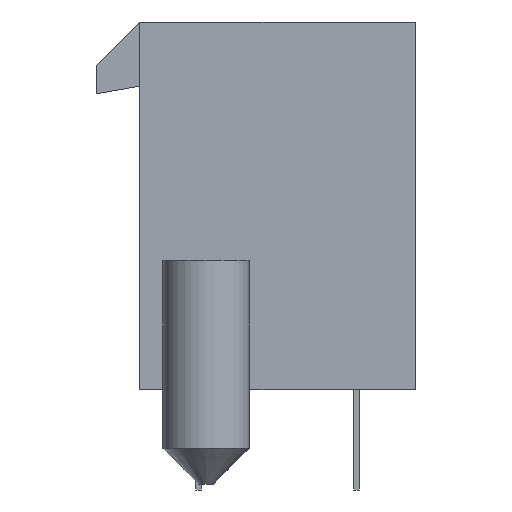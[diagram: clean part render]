
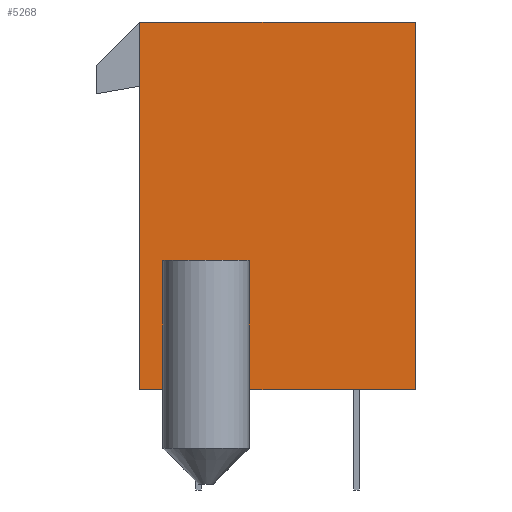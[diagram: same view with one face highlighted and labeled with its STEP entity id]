
A CAD part, left-side view. The second image highlights one B-rep face of the part: STEP entity #5268.
In plain terms, the highlighted planar face has unit normal (-1, 0, 0).
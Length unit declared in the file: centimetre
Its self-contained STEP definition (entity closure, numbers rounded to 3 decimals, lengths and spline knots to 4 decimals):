
#2337=CARTESIAN_POINT('',(-0.9,0.48,1.28));
#2338=VERTEX_POINT('',#2337);
#2345=CARTESIAN_POINT('',(-0.9,-0.48,1.28));
#2346=VERTEX_POINT('',#2345);
#2347=CARTESIAN_POINT('',(-0.9,-12344.52,1.28));
#2348=DIRECTION('',(0.,1.,0.));
#2349=VECTOR('',#2348,24690.);
#2350=LINE('',#2347,#2349);
#2351=EDGE_CURVE('',#2346,#2338,#2350,.T.);
#2649=CARTESIAN_POINT('',(-0.9,0.399,0.2));
#2650=VERTEX_POINT('',#2649);
#2657=CARTESIAN_POINT('',(-0.9,0.099,0.2));
#2658=VERTEX_POINT('',#2657);
#2659=CARTESIAN_POINT('',(-0.9,-12344.8755,0.2));
#2660=DIRECTION('',(0.,1.,-0.));
#2661=VECTOR('',#2660,24690.);
#2662=LINE('',#2659,#2661);
#2663=EDGE_CURVE('',#2658,#2650,#2662,.T.);
#2682=CARTESIAN_POINT('',(-0.9,0.099,0.45));
#2683=VERTEX_POINT('',#2682);
#2684=CARTESIAN_POINT('',(-0.9,0.099,12345.1625));
#2685=DIRECTION('',(0.,-0.,-1.));
#2686=VECTOR('',#2685,24690.);
#2687=LINE('',#2684,#2686);
#2688=EDGE_CURVE('',#2683,#2658,#2687,.T.);
#2706=CARTESIAN_POINT('',(-0.9,0.399,0.45));
#2707=VERTEX_POINT('',#2706);
#2714=CARTESIAN_POINT('',(-0.9,0.399,-12344.8375));
#2715=DIRECTION('',(0.,0.,1.));
#2716=VECTOR('',#2715,24690.);
#2717=LINE('',#2714,#2716);
#2718=EDGE_CURVE('',#2650,#2707,#2717,.T.);
#2733=CARTESIAN_POINT('',(-0.9,12345.1245,0.45));
#2734=DIRECTION('',(0.,-1.,0.));
#2735=VECTOR('',#2734,24690.);
#2736=LINE('',#2733,#2735);
#2737=EDGE_CURVE('',#2707,#2683,#2736,.T.);
#3938=CARTESIAN_POINT('',(-0.9,0.48,0.));
#3939=VERTEX_POINT('',#3938);
#3940=CARTESIAN_POINT('',(-0.9,-0.48,0.));
#3941=VERTEX_POINT('',#3940);
#3942=CARTESIAN_POINT('',(-0.9,12345.48,0.));
#3943=DIRECTION('',(0.,-1.,0.));
#3944=VECTOR('',#3943,24690.);
#3945=LINE('',#3942,#3944);
#3946=EDGE_CURVE('',#3939,#3941,#3945,.T.);
#5197=CARTESIAN_POINT('',(-0.9,0.48,-12345.));
#5198=DIRECTION('',(0.,0.,1.));
#5199=VECTOR('',#5198,24690.);
#5200=LINE('',#5197,#5199);
#5201=EDGE_CURVE('',#3939,#2338,#5200,.T.);
#5239=CARTESIAN_POINT('',(-0.9,-0.48,-12345.));
#5240=DIRECTION('',(0.,0.,1.));
#5241=VECTOR('',#5240,24690.);
#5242=LINE('',#5239,#5241);
#5243=EDGE_CURVE('',#3941,#2346,#5242,.T.);
#5251=CARTESIAN_POINT('',(-0.9,0.,0.));
#5252=DIRECTION('',(-1.,0.,0.));
#5253=DIRECTION('',(0.,-1.,0.));
#5254=AXIS2_PLACEMENT_3D('',#5251,#5252,#5253);
#5255=PLANE('',#5254);
#5256=ORIENTED_EDGE('',*,*,#2663,.T.);
#5257=ORIENTED_EDGE('',*,*,#2718,.T.);
#5258=ORIENTED_EDGE('',*,*,#2737,.T.);
#5259=ORIENTED_EDGE('',*,*,#2688,.T.);
#5260=EDGE_LOOP('',(#5256,#5257,#5258,#5259));
#5261=FACE_BOUND('',#5260,.T.);
#5262=ORIENTED_EDGE('',*,*,#2351,.T.);
#5263=ORIENTED_EDGE('',*,*,#5201,.F.);
#5264=ORIENTED_EDGE('',*,*,#3946,.T.);
#5265=ORIENTED_EDGE('',*,*,#5243,.T.);
#5266=EDGE_LOOP('',(#5262,#5263,#5264,#5265));
#5267=FACE_BOUND('',#5266,.T.);
#5268=ADVANCED_FACE('',(#5261,#5267),#5255,.T.);
